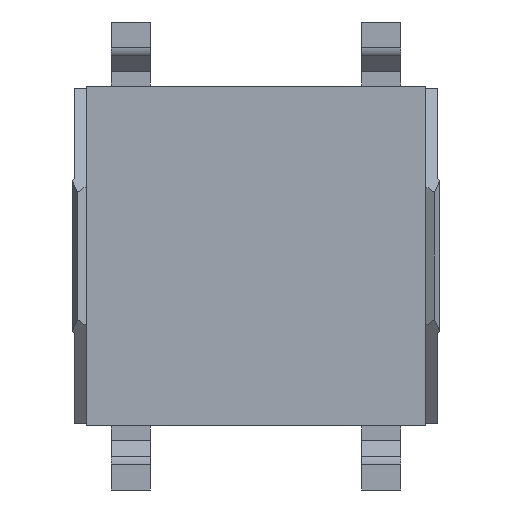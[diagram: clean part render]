
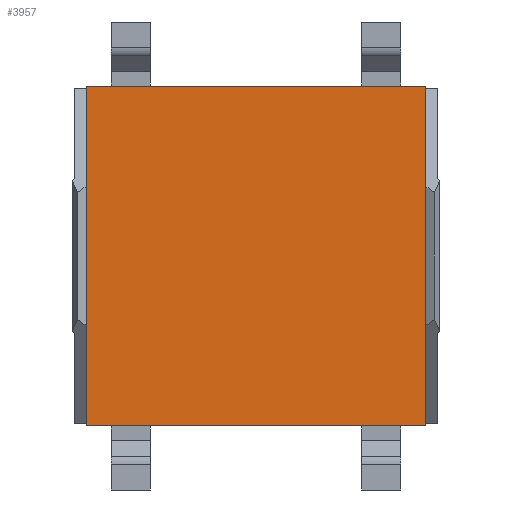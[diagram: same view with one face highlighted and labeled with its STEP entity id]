
A CAD part, front view. The second image highlights one B-rep face of the part: STEP entity #3957.
In plain terms, the highlighted planar face has unit normal (0, -1, 0).
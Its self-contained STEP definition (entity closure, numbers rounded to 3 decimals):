
#16 = CARTESIAN_POINT ( 'NONE',  ( 0., 0., -3.05 ) ) ;
#84 = VECTOR ( 'NONE', #2256, 1000. ) ;
#111 = CARTESIAN_POINT ( 'NONE',  ( -3.05, 0., -3.05 ) ) ;
#214 = CARTESIAN_POINT ( 'NONE',  ( 3.05, 0., 0. ) ) ;
#295 = VERTEX_POINT ( 'NONE', #4032 ) ;
#345 = DIRECTION ( 'NONE',  ( -1., 0., 0. ) ) ;
#403 = LINE ( 'NONE', #3460, #2717 ) ;
#450 = ORIENTED_EDGE ( 'NONE', *, *, #692, .F. ) ;
#495 = EDGE_CURVE ( 'NONE', #295, #1038, #2970, .T. ) ;
#507 = LINE ( 'NONE', #16, #2292 ) ;
#692 = EDGE_CURVE ( 'NONE', #1038, #2403, #507, .T. ) ;
#1038 = VERTEX_POINT ( 'NONE', #1576 ) ;
#1129 = PLANE ( 'NONE',  #1366 ) ;
#1157 = EDGE_CURVE ( 'NONE', #2403, #2598, #403, .T. ) ;
#1294 = ORIENTED_EDGE ( 'NONE', *, *, #1157, .F. ) ;
#1366 = AXIS2_PLACEMENT_3D ( 'NONE', #1447, #1767, #3948 ) ;
#1447 = CARTESIAN_POINT ( 'NONE',  ( 0., 0., 0. ) ) ;
#1576 = CARTESIAN_POINT ( 'NONE',  ( 3.05, 0., -3.05 ) ) ;
#1612 = DIRECTION ( 'NONE',  ( 0., 0., -1. ) ) ;
#1640 = EDGE_CURVE ( 'NONE', #2598, #295, #2324, .T. ) ;
#1642 = ORIENTED_EDGE ( 'NONE', *, *, #1640, .F. ) ;
#1767 = DIRECTION ( 'NONE',  ( 0., 1., 0. ) ) ;
#2256 = DIRECTION ( 'NONE',  ( 1., 0., 0. ) ) ;
#2292 = VECTOR ( 'NONE', #345, 1000. ) ;
#2324 = LINE ( 'NONE', #2365, #84 ) ;
#2365 = CARTESIAN_POINT ( 'NONE',  ( 0., 0., 3.05 ) ) ;
#2403 = VERTEX_POINT ( 'NONE', #111 ) ;
#2409 = DIRECTION ( 'NONE',  ( 0., 0., 1. ) ) ;
#2598 = VERTEX_POINT ( 'NONE', #3327 ) ;
#2614 = ORIENTED_EDGE ( 'NONE', *, *, #495, .F. ) ;
#2717 = VECTOR ( 'NONE', #2409, 1000. ) ;
#2877 = VECTOR ( 'NONE', #1612, 1000. ) ;
#2970 = LINE ( 'NONE', #214, #2877 ) ;
#3057 = EDGE_LOOP ( 'NONE', ( #1642, #1294, #450, #2614 ) ) ;
#3327 = CARTESIAN_POINT ( 'NONE',  ( -3.05, 0., 3.05 ) ) ;
#3460 = CARTESIAN_POINT ( 'NONE',  ( -3.05, 0., 0. ) ) ;
#3751 = FACE_OUTER_BOUND ( 'NONE', #3057, .T. ) ;
#3948 = DIRECTION ( 'NONE',  ( 0., 0., 1. ) ) ;
#3957 = ADVANCED_FACE ( 'NONE', ( #3751 ), #1129, .F. ) ;
#4032 = CARTESIAN_POINT ( 'NONE',  ( 3.05, 0., 3.05 ) ) ;
